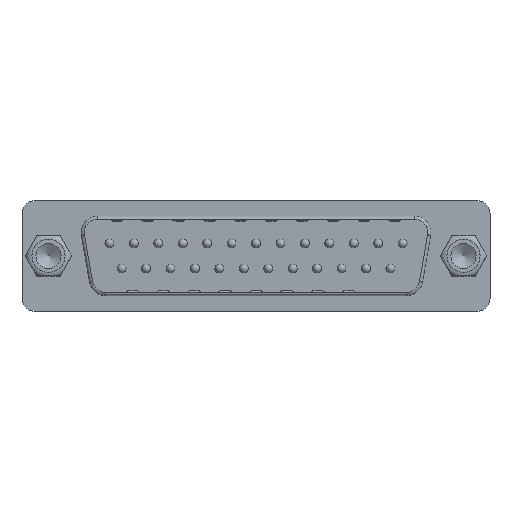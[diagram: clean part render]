
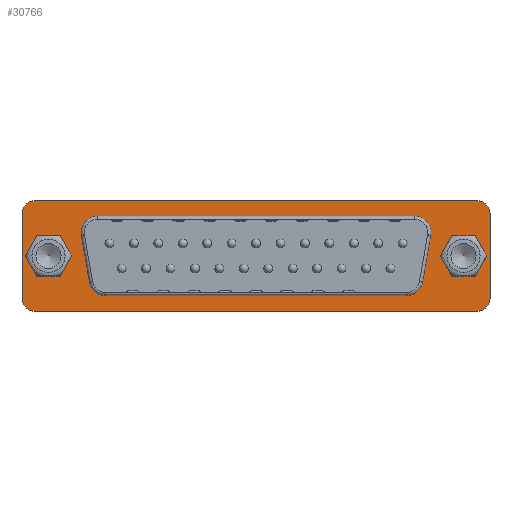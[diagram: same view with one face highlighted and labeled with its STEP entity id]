
A CAD part, top view. The second image highlights one B-rep face of the part: STEP entity #30766.
In plain terms, the highlighted face is planar.
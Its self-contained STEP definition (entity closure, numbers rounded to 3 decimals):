
#1845=PLANE('',#33952);
#4415=LINE('',#53071,#6872);
#4420=LINE('',#53085,#6877);
#4431=LINE('',#53109,#6888);
#4436=LINE('',#53124,#6893);
#4440=LINE('',#53136,#6897);
#4444=LINE('',#53148,#6901);
#4447=LINE('',#53157,#6904);
#4448=LINE('',#53158,#6905);
#6872=VECTOR('',#42273,1000.);
#6877=VECTOR('',#42288,1000.);
#6888=VECTOR('',#42321,1000.);
#6893=VECTOR('',#42334,1000.);
#6897=VECTOR('',#42346,1000.);
#6901=VECTOR('',#42358,1000.);
#6904=VECTOR('',#42369,1000.);
#6905=VECTOR('',#42370,1000.);
#14658=ORIENTED_EDGE('',*,*,#19788,.T.);
#14659=ORIENTED_EDGE('',*,*,#19755,.F.);
#14660=ORIENTED_EDGE('',*,*,#19744,.T.);
#14661=ORIENTED_EDGE('',*,*,#19746,.F.);
#14662=ORIENTED_EDGE('',*,*,#19789,.T.);
#14663=ORIENTED_EDGE('',*,*,#19749,.F.);
#14664=ORIENTED_EDGE('',*,*,#19751,.T.);
#14665=ORIENTED_EDGE('',*,*,#19753,.F.);
#14666=ORIENTED_EDGE('',*,*,#19786,.T.);
#14667=ORIENTED_EDGE('',*,*,#19783,.T.);
#14668=ORIENTED_EDGE('',*,*,#19780,.T.);
#14669=ORIENTED_EDGE('',*,*,#19777,.T.);
#14670=ORIENTED_EDGE('',*,*,#19774,.T.);
#14671=ORIENTED_EDGE('',*,*,#19771,.T.);
#14672=ORIENTED_EDGE('',*,*,#19768,.T.);
#14673=ORIENTED_EDGE('',*,*,#19764,.T.);
#14674=ORIENTED_EDGE('',*,*,#19259,.F.);
#14675=ORIENTED_EDGE('',*,*,#19253,.F.);
#19253=EDGE_CURVE('',#22481,#22481,#23760,.T.);
#19259=EDGE_CURVE('',#22487,#22487,#23766,.T.);
#19744=EDGE_CURVE('',#22810,#22811,#4415,.T.);
#19746=EDGE_CURVE('',#22812,#22811,#23801,.T.);
#19749=EDGE_CURVE('',#22814,#22813,#23802,.T.);
#19751=EDGE_CURVE('',#22814,#22815,#4420,.T.);
#19753=EDGE_CURVE('',#22816,#22815,#23803,.T.);
#19755=EDGE_CURVE('',#22810,#22817,#23804,.T.);
#19764=EDGE_CURVE('',#22818,#22819,#4431,.T.);
#19768=EDGE_CURVE('',#22822,#22818,#23805,.T.);
#19771=EDGE_CURVE('',#22824,#22822,#4436,.T.);
#19774=EDGE_CURVE('',#22826,#22824,#23807,.T.);
#19777=EDGE_CURVE('',#22828,#22826,#4440,.T.);
#19780=EDGE_CURVE('',#22830,#22828,#23809,.T.);
#19783=EDGE_CURVE('',#22832,#22830,#4444,.T.);
#19786=EDGE_CURVE('',#22819,#22832,#23811,.T.);
#19788=EDGE_CURVE('',#22816,#22817,#4447,.T.);
#19789=EDGE_CURVE('',#22812,#22813,#4448,.T.);
#22481=VERTEX_POINT('',#52045);
#22487=VERTEX_POINT('',#52062);
#22810=VERTEX_POINT('',#53068);
#22811=VERTEX_POINT('',#53070);
#22812=VERTEX_POINT('',#53074);
#22813=VERTEX_POINT('',#53078);
#22814=VERTEX_POINT('',#53080);
#22815=VERTEX_POINT('',#53084);
#22816=VERTEX_POINT('',#53088);
#22817=VERTEX_POINT('',#53092);
#22818=VERTEX_POINT('',#53110);
#22819=VERTEX_POINT('',#53111);
#22822=VERTEX_POINT('',#53119);
#22824=VERTEX_POINT('',#53125);
#22826=VERTEX_POINT('',#53131);
#22828=VERTEX_POINT('',#53137);
#22830=VERTEX_POINT('',#53143);
#22832=VERTEX_POINT('',#53149);
#23760=CIRCLE('',#33531,1.91);
#23766=CIRCLE('',#33542,1.91);
#23801=CIRCLE('',#33922,1.85);
#23802=CIRCLE('',#33924,1.85);
#23803=CIRCLE('',#33927,1.85);
#23804=CIRCLE('',#33929,1.85);
#23805=CIRCLE('',#33938,1.5);
#23807=CIRCLE('',#33942,1.5);
#23809=CIRCLE('',#33946,1.5);
#23811=CIRCLE('',#33950,1.5);
#25551=EDGE_LOOP('',(#14658,#14659,#14660,#14661,#14662,#14663,#14664,#14665));
#25552=EDGE_LOOP('',(#14666,#14667,#14668,#14669,#14670,#14671,#14672,#14673));
#25553=EDGE_LOOP('',(#14674));
#25554=EDGE_LOOP('',(#14675));
#27505=FACE_BOUND('',#25551,.T.);
#27506=FACE_BOUND('',#25552,.T.);
#27507=FACE_BOUND('',#25553,.T.);
#27508=FACE_BOUND('',#25554,.T.);
#30766=ADVANCED_FACE('',(#27505,#27506,#27507,#27508),#1845,.T.);
#33531=AXIS2_PLACEMENT_3D('',#52044,#41187,#41188);
#33542=AXIS2_PLACEMENT_3D('',#52061,#41209,#41210);
#33922=AXIS2_PLACEMENT_3D('',#53075,#42277,#42278);
#33924=AXIS2_PLACEMENT_3D('',#53081,#42283,#42284);
#33927=AXIS2_PLACEMENT_3D('',#53089,#42292,#42293);
#33929=AXIS2_PLACEMENT_3D('',#53093,#42297,#42298);
#33938=AXIS2_PLACEMENT_3D('',#53118,#42327,#42328);
#33942=AXIS2_PLACEMENT_3D('',#53130,#42339,#42340);
#33946=AXIS2_PLACEMENT_3D('',#53142,#42351,#42352);
#33950=AXIS2_PLACEMENT_3D('',#53154,#42363,#42364);
#33952=AXIS2_PLACEMENT_3D('',#53156,#42367,#42368);
#41187=DIRECTION('',(0.,1.,0.));
#41188=DIRECTION('',(0.,0.,1.));
#41209=DIRECTION('',(0.,1.,0.));
#41210=DIRECTION('',(0.,0.,1.));
#42273=DIRECTION('',(0.174,0.,-0.985));
#42277=DIRECTION('',(0.,1.,0.));
#42278=DIRECTION('',(0.,0.,1.));
#42283=DIRECTION('',(0.,1.,0.));
#42284=DIRECTION('',(0.,0.,1.));
#42288=DIRECTION('',(0.174,0.,0.985));
#42292=DIRECTION('',(0.,1.,0.));
#42293=DIRECTION('',(0.,0.,1.));
#42297=DIRECTION('',(0.,1.,0.));
#42298=DIRECTION('',(0.,0.,1.));
#42321=DIRECTION('',(0.,0.,1.));
#42327=DIRECTION('',(0.,1.,0.));
#42328=DIRECTION('',(1.,0.,0.));
#42334=DIRECTION('',(-1.,0.,0.));
#42339=DIRECTION('',(0.,1.,0.));
#42340=DIRECTION('',(1.,0.,0.));
#42346=DIRECTION('',(0.,0.,-1.));
#42351=DIRECTION('',(0.,1.,0.));
#42352=DIRECTION('',(-1.,0.,0.));
#42358=DIRECTION('',(1.,0.,0.));
#42363=DIRECTION('',(0.,1.,0.));
#42364=DIRECTION('',(1.,0.,0.));
#42367=DIRECTION('',(0.,1.,0.));
#42368=DIRECTION('',(0.,0.,1.));
#42369=DIRECTION('',(-1.,0.,0.));
#42370=DIRECTION('',(1.,0.,0.));
#52044=CARTESIAN_POINT('',(-23.52,5.4,0.));
#52045=CARTESIAN_POINT('',(-23.52,5.4,1.91));
#52061=CARTESIAN_POINT('',(23.52,5.4,0.));
#52062=CARTESIAN_POINT('',(23.52,5.4,1.91));
#53068=CARTESIAN_POINT('',(-19.802,5.4,2.329));
#53070=CARTESIAN_POINT('',(-18.867,5.4,-2.971));
#53071=CARTESIAN_POINT('',(-20.378,5.4,5.594));
#53074=CARTESIAN_POINT('',(-17.045,5.4,-4.5));
#53075=CARTESIAN_POINT('',(-17.045,5.4,-2.65));
#53078=CARTESIAN_POINT('',(17.045,5.4,-4.5));
#53080=CARTESIAN_POINT('',(18.867,5.4,-2.971));
#53081=CARTESIAN_POINT('',(17.045,5.4,-2.65));
#53084=CARTESIAN_POINT('',(19.802,5.4,2.329));
#53085=CARTESIAN_POINT('',(18.869,5.4,-2.965));
#53088=CARTESIAN_POINT('',(17.98,5.4,4.5));
#53089=CARTESIAN_POINT('',(17.98,5.4,2.65));
#53092=CARTESIAN_POINT('',(-17.98,5.4,4.5));
#53093=CARTESIAN_POINT('',(-17.98,5.4,2.65));
#53109=CARTESIAN_POINT('',(-26.525,5.4,-4.775));
#53110=CARTESIAN_POINT('',(-26.525,5.4,-4.775));
#53111=CARTESIAN_POINT('',(-26.525,5.4,4.775));
#53118=CARTESIAN_POINT('',(-25.025,5.4,-4.775));
#53119=CARTESIAN_POINT('',(-25.025,5.4,-6.275));
#53124=CARTESIAN_POINT('',(25.025,5.4,-6.275));
#53125=CARTESIAN_POINT('',(25.025,5.4,-6.275));
#53130=CARTESIAN_POINT('',(25.025,5.4,-4.775));
#53131=CARTESIAN_POINT('',(26.525,5.4,-4.775));
#53136=CARTESIAN_POINT('',(26.525,5.4,4.775));
#53137=CARTESIAN_POINT('',(26.525,5.4,4.775));
#53142=CARTESIAN_POINT('',(25.025,5.4,4.775));
#53143=CARTESIAN_POINT('',(25.025,5.4,6.275));
#53148=CARTESIAN_POINT('',(-25.025,5.4,6.275));
#53149=CARTESIAN_POINT('',(-25.025,5.4,6.275));
#53154=CARTESIAN_POINT('',(-25.025,5.4,4.775));
#53156=CARTESIAN_POINT('',(-25.025,5.4,4.775));
#53157=CARTESIAN_POINT('',(-25.025,5.4,4.5));
#53158=CARTESIAN_POINT('',(-25.025,5.4,-4.5));
